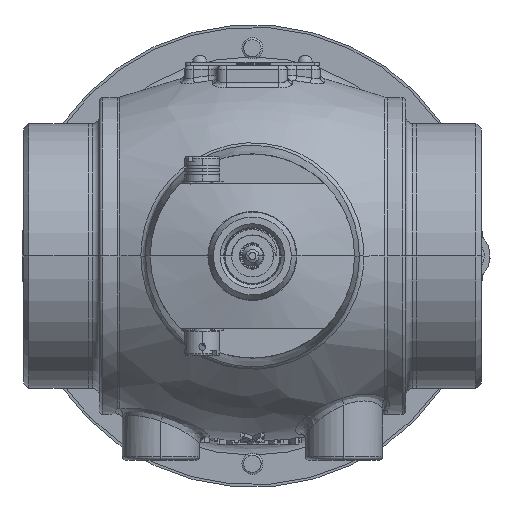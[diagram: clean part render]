
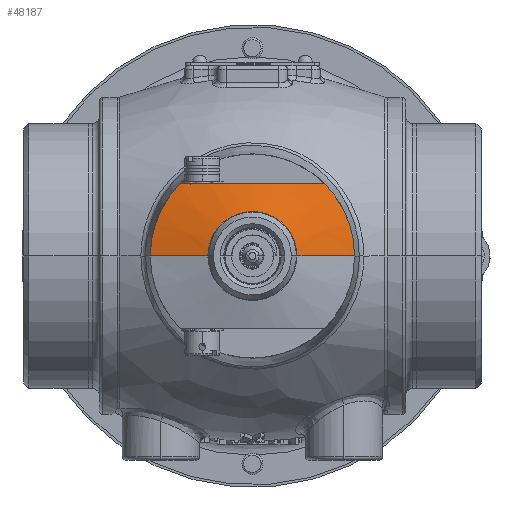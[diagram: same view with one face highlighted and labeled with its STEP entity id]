
A CAD part, front view. The second image highlights one B-rep face of the part: STEP entity #48187.
In plain terms, the highlighted conical face has half-angle 75 degrees and reference radius 20.824 mm.
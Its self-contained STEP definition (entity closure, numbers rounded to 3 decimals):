
#45962=CARTESIAN_POINT('',(0.,38.96,0.));
#45963=DIRECTION('',(0.,-1.,0.));
#45964=DIRECTION('',(1.,0.,0.));
#45965=AXIS2_PLACEMENT_3D('',#45962,#45963,#45964);
#45967=CARTESIAN_POINT('',(0.,34.579,0.));
#45968=DIRECTION('',(0.,-1.,0.));
#45969=DIRECTION('',(1.,0.,0.));
#45970=AXIS2_PLACEMENT_3D('',#45967,#45968,#45969);
#45972=CARTESIAN_POINT('',(20.512,34.579,20.5));
#45973=CARTESIAN_POINT('',(19.095,34.847,20.5));
#45974=CARTESIAN_POINT('',(16.4,35.33,20.5));
#45975=CARTESIAN_POINT('',(12.87,35.879,20.5));
#45976=CARTESIAN_POINT('',(9.578,36.303,20.5));
#45977=CARTESIAN_POINT('',(6.386,36.615,20.5));
#45978=CARTESIAN_POINT('',(3.202,36.811,20.5));
#45979=CARTESIAN_POINT('',(-0.004,36.879,20.5));
#45980=CARTESIAN_POINT('',(-3.21,36.811,20.5));
#45981=CARTESIAN_POINT('',(-6.394,36.615,20.5));
#45982=CARTESIAN_POINT('',(-9.583,36.303,20.5));
#45983=CARTESIAN_POINT('',(-12.871,35.879,20.5));
#45984=CARTESIAN_POINT('',(-16.399,35.33,20.5));
#45985=CARTESIAN_POINT('',(-19.094,34.848,20.5));
#45986=CARTESIAN_POINT('',(-20.512,34.579,20.5));
#45988=CARTESIAN_POINT('',(0.,34.579,0.));
#45989=DIRECTION('',(0.,-1.,0.));
#45990=DIRECTION('',(-0.707,0.,0.707));
#45991=AXIS2_PLACEMENT_3D('',#45988,#45989,#45990);
#46026=DIRECTION('',(0.966,0.259,0.));
#46027=VECTOR('',#46026,16.929);
#46028=CARTESIAN_POINT('',(-29.,34.579,0.));
#46029=LINE('',#46028,#46027);
#46056=DIRECTION('',(-0.966,0.259,0.));
#46057=VECTOR('',#46056,16.929);
#46058=CARTESIAN_POINT('',(29.,34.579,0.));
#46059=LINE('',#46058,#46057);
#47341=CARTESIAN_POINT('',(29.,34.579,0.));
#47343=VERTEX_POINT('',#47341);
#47367=CARTESIAN_POINT('',(-29.,34.579,0.));
#47369=VERTEX_POINT('',#47367);
#47470=CARTESIAN_POINT('',(-12.648,38.96,0.));
#47471=CARTESIAN_POINT('',(12.648,38.96,0.));
#47472=VERTEX_POINT('',#47470);
#47473=VERTEX_POINT('',#47471);
#47566=CARTESIAN_POINT('',(20.512,34.579,20.5));
#47567=VERTEX_POINT('',#47566);
#47568=CARTESIAN_POINT('',(-20.512,34.579,20.5));
#47569=VERTEX_POINT('',#47568);
#48171=CARTESIAN_POINT('',(0.,36.77,0.));
#48172=DIRECTION('',(0.,-1.,0.));
#48173=DIRECTION('',(-1.,0.,0.));
#48174=AXIS2_PLACEMENT_3D('',#48171,#48172,#48173);
#48175=CONICAL_SURFACE('',#48174,20.824,75.);
#48177=ORIENTED_EDGE('',*,*,#48176,.F.);
#48179=ORIENTED_EDGE('',*,*,#48178,.F.);
#48180=ORIENTED_EDGE('',*,*,#48127,.T.);
#48181=ORIENTED_EDGE('',*,*,#48160,.T.);
#48182=ORIENTED_EDGE('',*,*,#48134,.T.);
#48184=ORIENTED_EDGE('',*,*,#48183,.T.);
#48185=EDGE_LOOP('',(#48177,#48179,#48180,#48181,#48182,#48184));
#48186=FACE_OUTER_BOUND('',#48185,.F.);
#48187=ADVANCED_FACE('',(#48186),#48175,.T.);
#45966=CIRCLE('',#45965,12.648);
#45971=CIRCLE('',#45970,29.);
#45987=B_SPLINE_CURVE_WITH_KNOTS('',3,(#45972,#45973,#45974,#45975,#45976,
#45977,#45978,#45979,#45980,#45981,#45982,#45983,#45984,#45985,#45986),
.UNSPECIFIED.,.F.,.F.,(4,1,1,1,1,1,1,1,1,1,1,1,4),(0.,0.083,
0.167,0.25,0.333,0.417,0.5,
0.583,0.667,0.75,0.833,0.917,
1.),.UNSPECIFIED.);
#45992=CIRCLE('',#45991,29.);
#48127=EDGE_CURVE('',#47343,#47567,#45971,.T.);
#48134=EDGE_CURVE('',#47569,#47369,#45992,.T.);
#48160=EDGE_CURVE('',#47567,#47569,#45987,.T.);
#48176=EDGE_CURVE('',#47473,#47472,#45966,.T.);
#48178=EDGE_CURVE('',#47343,#47473,#46059,.T.);
#48183=EDGE_CURVE('',#47369,#47472,#46029,.T.);
